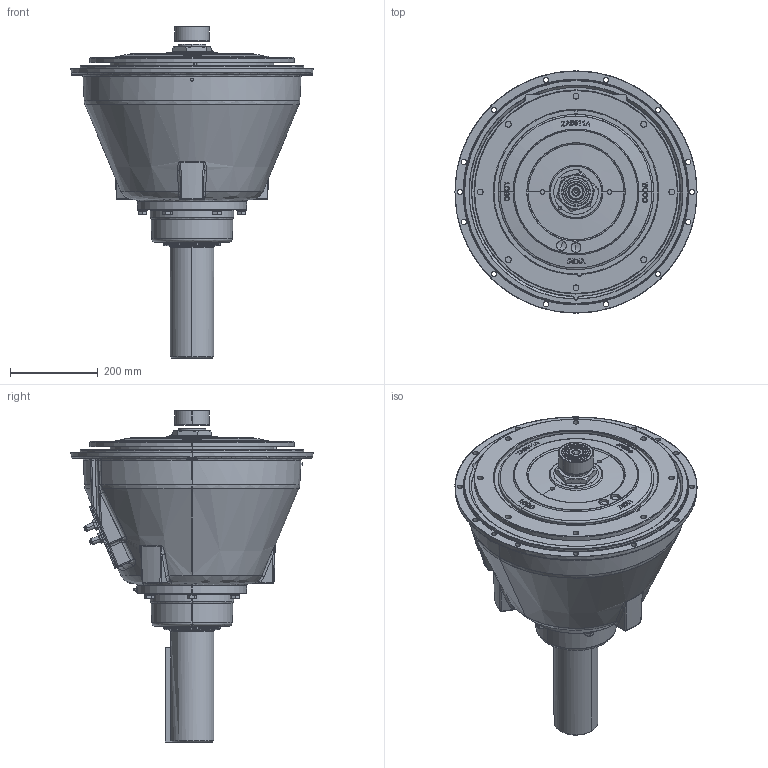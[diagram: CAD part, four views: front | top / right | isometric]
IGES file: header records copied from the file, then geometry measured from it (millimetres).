
Start section: SolidWorks IGES file using analytic representation for surfaces
Global section: file name: 1030490B.IGS; native system: SolidWorks 2015; preprocessor: SolidWorks 2015; author: darrelj; date: 161025.114831; units: millimetre
Bounding box: 553.33 x 553.33 x 758.8 mm (x, y, z)
Surface area: 1564108.2 mm2 (no closed solid volume)
Topology: 0 solids, 0 shells, 793 faces, 14289 edges, 14256 vertices
Faces by surface type: bspline 468, revolution 325
